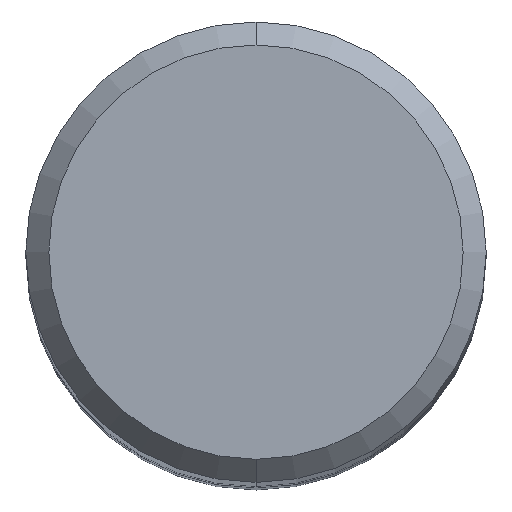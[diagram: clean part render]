
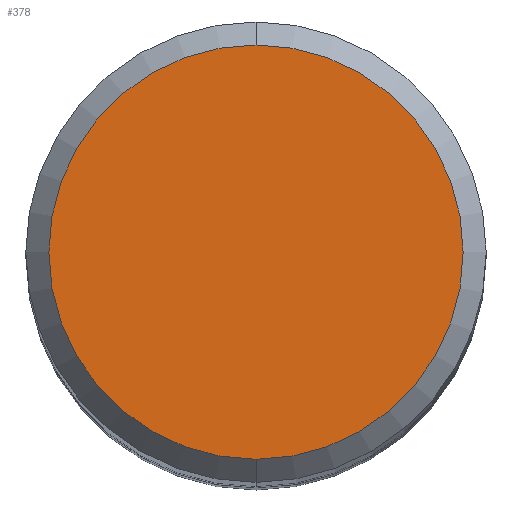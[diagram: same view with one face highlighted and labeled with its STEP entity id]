
A CAD part, top view. The second image highlights one B-rep face of the part: STEP entity #378.
In plain terms, the highlighted planar face has unit normal (0, 0, 1).
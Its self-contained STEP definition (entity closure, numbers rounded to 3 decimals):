
#214=EDGE_CURVE('',#352,#410,#519,.T.);
#352=VERTEX_POINT('',#670);
#356=EDGE_CURVE('',#410,#352,#674,.T.);
#378=ADVANCED_FACE('',(#699),#700,.T.);
#410=VERTEX_POINT('',#735);
#519=CIRCLE('',#902,4.5);
#670=CARTESIAN_POINT('',(0.,-4.5,0.0));
#674=CIRCLE('',#1226,4.5);
#699=FACE_OUTER_BOUND('',#1256,.T.);
#700=PLANE('',#1257);
#735=CARTESIAN_POINT('',(0.0,4.5,0.0));
#902=AXIS2_PLACEMENT_3D('',#1494,#1495,#1496);
#1226=AXIS2_PLACEMENT_3D('',#1662,#1663,#1664);
#1256=EDGE_LOOP('',(#1702,#1703));
#1257=AXIS2_PLACEMENT_3D('',#1704,#1705,#1706);
#1494=CARTESIAN_POINT('',(0.0,0.0,0.0));
#1495=DIRECTION('',(0.0,0.0,-1.0));
#1496=DIRECTION('',(0.0,1.0,0.0));
#1662=CARTESIAN_POINT('',(0.0,0.0,0.0));
#1663=DIRECTION('',(0.0,0.0,-1.0));
#1664=DIRECTION('',(0.0,1.0,0.0));
#1702=ORIENTED_EDGE('',*,*,#356,.F.);
#1703=ORIENTED_EDGE('',*,*,#214,.F.);
#1704=CARTESIAN_POINT('',(0.0,2.25,0.0));
#1705=DIRECTION('',(-0.0,0.0,1.0));
#1706=DIRECTION('',(0.0,-1.0,0.0));
